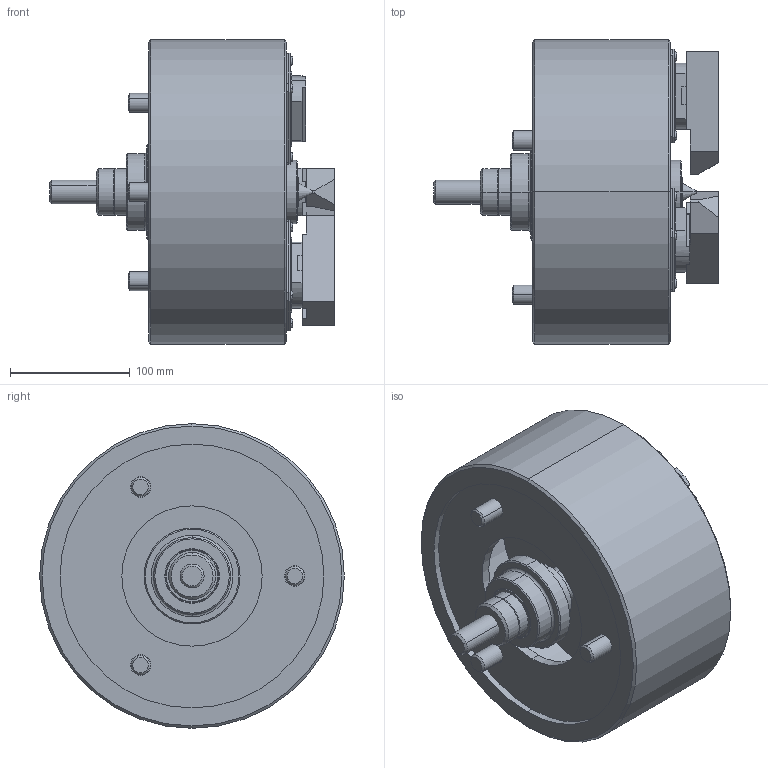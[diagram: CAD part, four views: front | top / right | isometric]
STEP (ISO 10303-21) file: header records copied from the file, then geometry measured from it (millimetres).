
FILE_DESCRIPTION (( 'STEP AP203' ), '1' );
FILE_NAME ('CF-3R-10.STEP', '2018-08-14T05:27:01', ( '' ), ( '' ), 'SwSTEP 2.0', 'SolidWorks 2016', '' );
FILE_SCHEMA (( 'CONFIG_CONTROL_DESIGN' ));
Length unit declared in the file: millimetre
Products named in the file (21): 圓頭內六角螺栓_M16x110; 鋼珠_3_16" NSK-日製; CF-3R-10-05000; d0.8D4X10; CF-3R-10-03000; CF-3R-10-10000; CF-3R-10-06000; CF-3R-10-04000; 半圓頭六角孔螺栓_M4x10; CF-3R-10-12000; CF-3R-10-07000; CF-3R-10-11000; 圓頭內六角螺栓_M14x30; 無頭六角孔螺絲_M8x8; CF-3R-10-14000; 圓頭內六角螺栓_M20x70; 無頭六角孔螺絲_M6x8; CF-3R-10-01000; CF-3R-10; 圓頭內六角螺栓_M5x10; 圓頭內六角螺栓_M6x14
Assembly tree (49 placements, depth 2):
  CF-3R-10
    CF-3R-10-01000
    CF-3R-10-03000  x3
    CF-3R-10-04000
    CF-3R-10-05000
    CF-3R-10-06000
    CF-3R-10-07000
    CF-3R-10-11000
    CF-3R-10-12000
    CF-3R-10-10000  x3
    CF-3R-10-14000  x2
    圓頭內六角螺栓_M14x30  x4
    圓頭內六角螺栓_M6x14  x3
    圓頭內六角螺栓_M5x10  x3
    圓頭內六角螺栓_M16x110  x3
    圓頭內六角螺栓_M20x70
    無頭六角孔螺絲_M8x8
    d0.8D4X10
    鋼珠_3_16" NSK-日製
    半圓頭六角孔螺栓_M4x10  x16
    無頭六角孔螺絲_M6x8
Bounding box: 237.5 x 254 x 254 mm (x, y, z)
Volume: 3539817.9 mm3; surface area: 570514.1 mm2
Topology: 52 solids, 52 shells, 1390 faces, 3183 edges, 1940 vertices
Faces by surface type: plane 717, cylinder 366, cone 242, torus 49, sphere 14, bspline 2
Entity records: 20238 total; most frequent: CARTESIAN_POINT 4447, DIRECTION 2925, ORIENTED_EDGE 2430, EDGE_CURVE 1215, AXIS2_PLACEMENT_3D 1147, VERTEX_POINT 763, EDGE_LOOP 656, LINE 631
